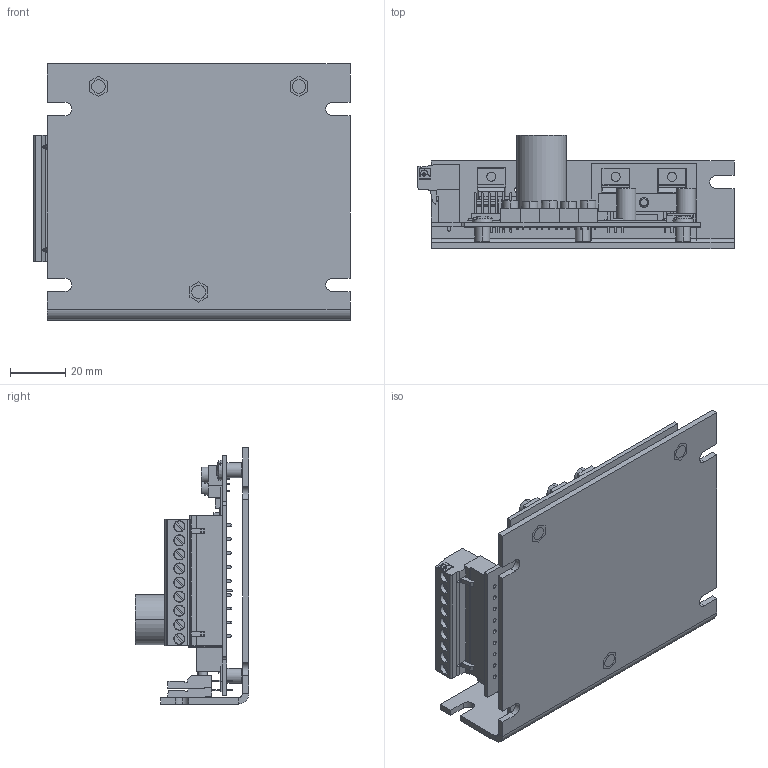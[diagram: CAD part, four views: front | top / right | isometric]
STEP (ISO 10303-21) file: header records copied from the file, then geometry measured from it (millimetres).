
FILE_DESCRIPTION (( 'STEP AP203' ), '1' );
FILE_NAME ('INFM0185.STEP', '2013-04-19T03:51:23', ( '' ), ( '' ), 'SwSTEP 2.0', 'SolidWorks 2012', '' );
FILE_SCHEMA (( 'CONFIG_CONTROL_DESIGN' ));
Length unit declared in the file: inch
Products named in the file (8): INFM0185; 45200183_45200183; 541aa009_54100119; 541AA006_54128616; 43401001_43401001; 43110671_43110671; 45601004_45601004; 43400153_43400153
Assembly tree (8 placements, depth 2):
  INFM0185
    43400153_43400153
    45601004_45601004
    43110671_43110671
    43401001_43401001
    541AA006_54128616
    541aa009_54100119  x2
    45200183_45200183
Bounding box: 114.06 x 41.05 x 92.46 mm (x, y, z)
Volume: 38545.4 mm3; surface area: 69339 mm2
Topology: 10 solids, 136 shells, 3342 faces, 8336 edges, 5419 vertices
Faces by surface type: plane 2356, cylinder 937, cone 37, sphere 8, bspline 4
Entity records: 100097 total; most frequent: CARTESIAN_POINT 17707, DIRECTION 16798, ORIENTED_EDGE 16568, EDGE_CURVE 8284, LINE 6098, VECTOR 6098, VERTEX_POINT 5395, AXIS2_PLACEMENT_3D 5350
